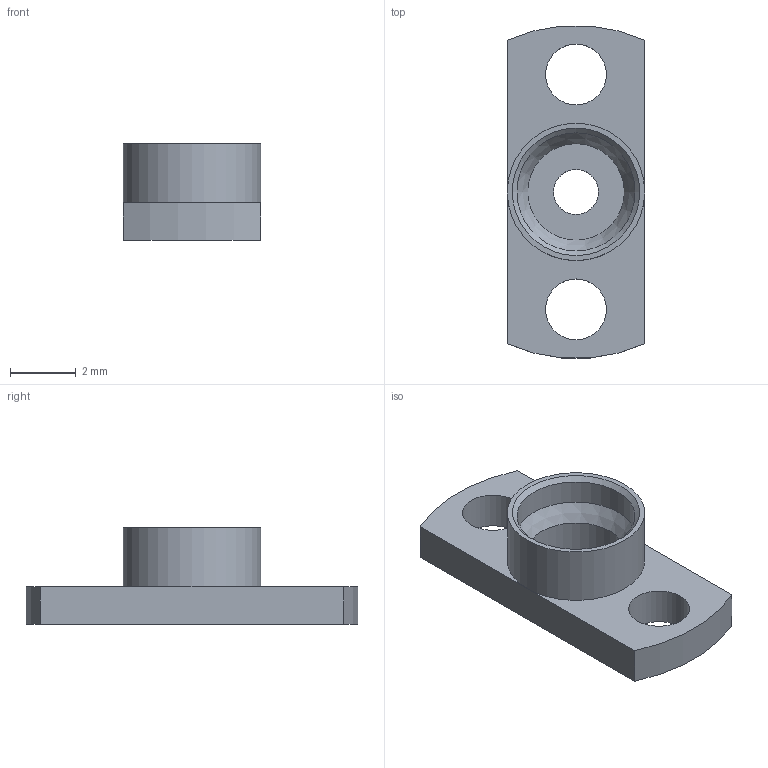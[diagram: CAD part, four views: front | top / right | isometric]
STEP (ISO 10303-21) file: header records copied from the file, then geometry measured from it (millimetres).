
FILE_DESCRIPTION (( 'STEP AP203' ), '1' );
FILE_NAME ('SC5302 ¦ PE44907.step', '2020-01-13T19:47:26', ( '' ), ( '' ), 'SwSTEP 2.0', 'SolidWorks 2018', '' );
FILE_SCHEMA (( 'CONFIG_CONTROL_DESIGN' ));
Length unit declared in the file: inch
Products named in the file (1): SC5302 ｦ PE44907
Bounding box: 4.19 x 10.12 x 2.95 mm (x, y, z)
Volume: 44.5 mm3; surface area: 160.8 mm2
Topology: 1 solids, 1 shells, 17 faces, 37 edges, 23 vertices
Faces by surface type: cylinder 8, plane 7, cone 2
Full cylindrical faces by diameter (mm): 1.372 x1, 1.854 x2, 2.946 x1, 3.607 x1, 4.191 x1
Entity records: 511 total; most frequent: DIRECTION 82, CARTESIAN_POINT 68, ORIENTED_EDGE 56, AXIS2_PLACEMENT_3D 36, EDGE_LOOP 32, EDGE_CURVE 28, FACE_OUTER_BOUND 23, VERTEX_POINT 22
